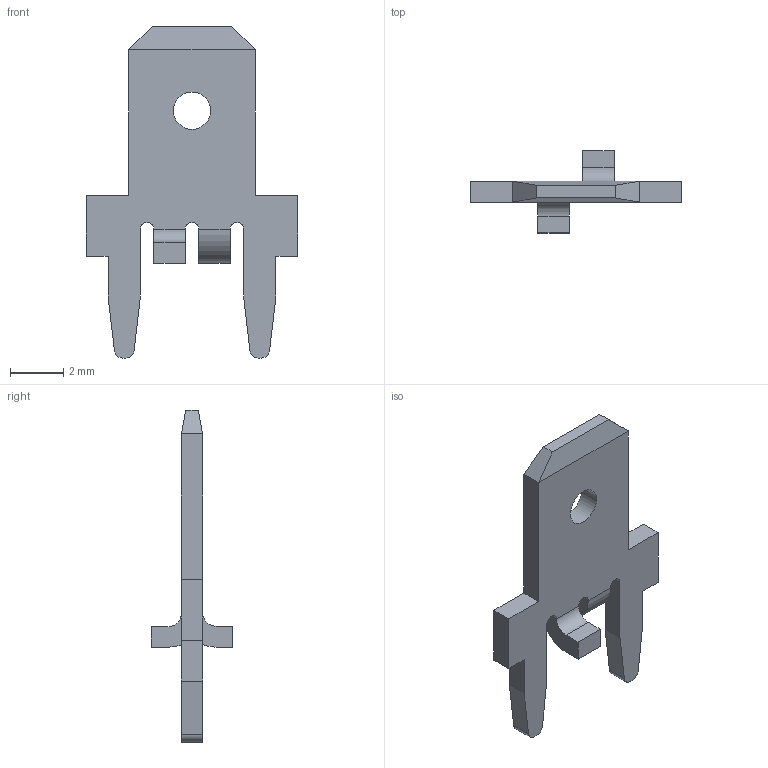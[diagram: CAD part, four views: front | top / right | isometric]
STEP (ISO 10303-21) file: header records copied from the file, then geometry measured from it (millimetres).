
FILE_DESCRIPTION(/* description */ (''),/* implementation_level */ '2;1');
FILE_NAME(/* name */ 'SpadeConnector.step',/* time_stamp */ '2023-01-04T19:38:23+01:00',/* author */ (''),/* organization */ (''),/* preprocessor_version */ 'ST-DEVELOPER v19.2',/* originating_system */ 'Autodesk Translation Framework v11.17.0.187',/* authorisation */ '');
FILE_SCHEMA (('AUTOMOTIVE_DESIGN { 1 0 10303 214 3 1 1 }'));
Length unit declared in the file: millimetre
Products named in the file (1): TE_1217133-1
Bounding box: 7.92 x 3.07 x 12.45 mm (x, y, z)
Volume: 42.3 mm3; surface area: 155.8 mm2
Topology: 1 solids, 1 shells, 47 faces, 123 edges, 78 vertices
Faces by surface type: plane 35, cylinder 12
Full cylindrical faces by diameter (mm): 1.397 x1
Entity records: 1462 total; most frequent: CARTESIAN_POINT 249, ORIENTED_EDGE 246, DIRECTION 243, EDGE_CURVE 123, LINE 99, VECTOR 99, VERTEX_POINT 78, AXIS2_PLACEMENT_3D 72
